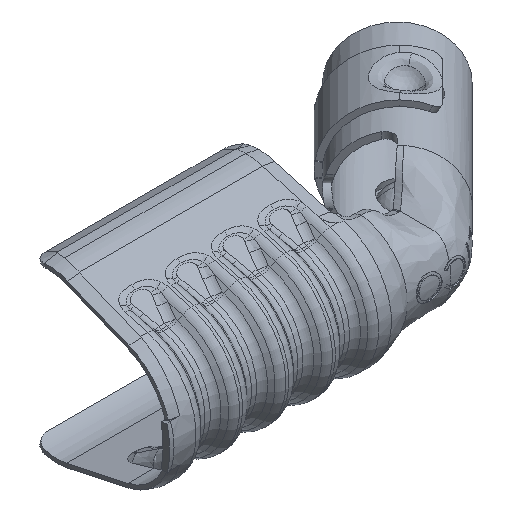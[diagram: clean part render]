
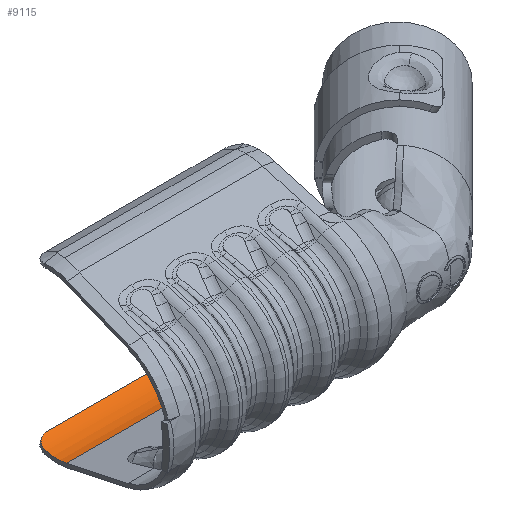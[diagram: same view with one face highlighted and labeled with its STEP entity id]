
A CAD part, isometric view. The second image highlights one B-rep face of the part: STEP entity #9115.
In plain terms, the highlighted cylindrical face has radius 3.912 mm (diameter 7.823 mm), a partial arc.
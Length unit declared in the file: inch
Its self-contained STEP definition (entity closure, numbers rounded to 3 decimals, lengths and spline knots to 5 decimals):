
#371 = VECTOR ( 'NONE', #12410, 39.37008 ) ;
#664 = CARTESIAN_POINT ( 'NONE',  ( 0.56532, 0.25241, -0.2088 ) ) ;
#1066 = CARTESIAN_POINT ( 'NONE',  ( 0.6, 0.15371, -0.21358 ) ) ;
#1108 = CARTESIAN_POINT ( 'NONE',  ( 0.0689, 0.25241, -0.2088 ) ) ;
#1668 = CARTESIAN_POINT ( 'NONE',  ( 0.0302, 0.1742, -0.21943 ) ) ;
#2083 = CIRCLE ( 'NONE', #18090, 0.154 ) ;
#2331 = CARTESIAN_POINT ( 'NONE',  ( 0.6, 0.196, -0.0655 ) ) ;
#2398 = ORIENTED_EDGE ( 'NONE', *, *, #25295, .T. ) ;
#2818 = CARTESIAN_POINT ( 'NONE',  ( 0.58476, 0.24476, -0.21162 ) ) ;
#3666 = CARTESIAN_POINT ( 'NONE',  ( 0.6, 0.25241, -0.2088 ) ) ;
#4019 = VERTEX_POINT ( 'NONE', #14410 ) ;
#4025 = VECTOR ( 'NONE', #9803, 39.37008 ) ;
#4437 = B_SPLINE_CURVE_WITH_KNOTS ( 'NONE', 3,
 ( #20741, #1108, #9849, #18578, #27312, #7695, #16430, #25158, #5542, #14293 ),
 .UNSPECIFIED., .F., .F.,
 ( 4, 2, 2, 2, 4 ),
 ( 0., 0.00038, 0.00076, 0.00114, 0.00152 ),
 .UNSPECIFIED. ) ;
#4442 = CARTESIAN_POINT ( 'NONE',  ( 0.6, 0.21325, -0.21853 ) ) ;
#4964 = CARTESIAN_POINT ( 'NONE',  ( 0.59901, 0.2237, -0.21707 ) ) ;
#5542 = CARTESIAN_POINT ( 'NONE',  ( 0.03434, 0.22155, -0.21745 ) ) ;
#7695 = CARTESIAN_POINT ( 'NONE',  ( 0.04302, 0.23907, -0.21339 ) ) ;
#8431 = EDGE_CURVE ( 'NONE', #4019, #10062, #4437, .T. ) ;
#8481 = DIRECTION ( 'NONE',  ( 0., 0., -1. ) ) ;
#8892 = B_SPLINE_CURVE_WITH_KNOTS ( 'NONE', 3,
 ( #15854, #24586, #4964, #13710, #22447, #2818, #11559, #20297, #664, #9405 ),
 .UNSPECIFIED., .F., .F.,
 ( 4, 2, 2, 2, 4 ),
 ( 0., 0.0004, 0.0008, 0.0012, 0.0016 ),
 .UNSPECIFIED. ) ;
#9115 = ADVANCED_FACE ( 'NONE', ( #13222 ), #21968, .F. ) ;
#9405 = CARTESIAN_POINT ( 'NONE',  ( 0.56, 0.25241, -0.2088 ) ) ;
#9803 = DIRECTION ( 'NONE',  ( -1., 0., 0. ) ) ;
#9849 = CARTESIAN_POINT ( 'NONE',  ( 0.06396, 0.25153, -0.20915 ) ) ;
#10062 = VERTEX_POINT ( 'NONE', #19542 ) ;
#10410 = CARTESIAN_POINT ( 'NONE',  ( 0.02841, 0.15371, -0.21358 ) ) ;
#10655 =( BOUNDED_CURVE ( )  B_SPLINE_CURVE ( 3, ( #12558, #21297, #1668, #10410 ),
 .UNSPECIFIED., .F., .F. ) 
 B_SPLINE_CURVE_WITH_KNOTS ( ( 4, 4 ),
 ( 4.57838, 4.99059 ),
 .UNSPECIFIED. ) 
 CURVE ( )  GEOMETRIC_REPRESENTATION_ITEM ( )  RATIONAL_B_SPLINE_CURVE ( ( 1., 0.986, 0.986, 1. ) ) 
 REPRESENTATION_ITEM ( '' )  );
#10957 = CARTESIAN_POINT ( 'NONE',  ( 0.6, 0.15371, -0.21358 ) ) ;
#11080 = DIRECTION ( 'NONE',  ( -1., 0., 0. ) ) ;
#11559 = CARTESIAN_POINT ( 'NONE',  ( 0.58028, 0.24761, -0.21061 ) ) ;
#12410 = DIRECTION ( 'NONE',  ( -1., 0., 0. ) ) ;
#12558 = CARTESIAN_POINT ( 'NONE',  ( 0.03391, 0.21658, -0.21812 ) ) ;
#13222 = FACE_OUTER_BOUND ( 'NONE', #19356, .T. ) ;
#13225 = ORIENTED_EDGE ( 'NONE', *, *, #14696, .F. ) ;
#13710 = CARTESIAN_POINT ( 'NONE',  ( 0.59508, 0.23327, -0.215 ) ) ;
#14015 = VERTEX_POINT ( 'NONE', #15365 ) ;
#14107 = LINE ( 'NONE', #1066, #4025 ) ;
#14293 = CARTESIAN_POINT ( 'NONE',  ( 0.03391, 0.21658, -0.21812 ) ) ;
#14410 = CARTESIAN_POINT ( 'NONE',  ( 0.07394, 0.25241, -0.2088 ) ) ;
#14696 = EDGE_CURVE ( 'NONE', #15691, #14015, #14107, .T. ) ;
#15365 = CARTESIAN_POINT ( 'NONE',  ( 0.02841, 0.15371, -0.21358 ) ) ;
#15512 = CARTESIAN_POINT ( 'NONE',  ( 0.56, 0.25241, -0.2088 ) ) ;
#15691 = VERTEX_POINT ( 'NONE', #10957 ) ;
#15854 = CARTESIAN_POINT ( 'NONE',  ( 0.6, 0.21325, -0.21853 ) ) ;
#16256 = ORIENTED_EDGE ( 'NONE', *, *, #24673, .T. ) ;
#16430 = CARTESIAN_POINT ( 'NONE',  ( 0.04, 0.23512, -0.21452 ) ) ;
#18090 = AXIS2_PLACEMENT_3D ( 'NONE', #19369, #28100, #8481 ) ;
#18495 = EDGE_CURVE ( 'NONE', #21230, #15691, #2083, .T. ) ;
#18578 = CARTESIAN_POINT ( 'NONE',  ( 0.05463, 0.2481, -0.21043 ) ) ;
#19356 = EDGE_LOOP ( 'NONE', ( #24274, #28034, #2398, #13225, #24408, #16256 ) ) ;
#19369 = CARTESIAN_POINT ( 'NONE',  ( 0.6, 0.196, -0.0655 ) ) ;
#19542 = CARTESIAN_POINT ( 'NONE',  ( 0.03391, 0.21658, -0.21812 ) ) ;
#19820 = DIRECTION ( 'NONE',  ( 0., 0., 1. ) ) ;
#20297 = CARTESIAN_POINT ( 'NONE',  ( 0.5706, 0.25141, -0.2092 ) ) ;
#20466 = AXIS2_PLACEMENT_3D ( 'NONE', #2331, #11080, #19820 ) ;
#20741 = CARTESIAN_POINT ( 'NONE',  ( 0.07394, 0.25241, -0.2088 ) ) ;
#21230 = VERTEX_POINT ( 'NONE', #4442 ) ;
#21297 = CARTESIAN_POINT ( 'NONE',  ( 0.03206, 0.19546, -0.22097 ) ) ;
#21517 = EDGE_CURVE ( 'NONE', #26341, #4019, #23290, .T. ) ;
#21968 = CYLINDRICAL_SURFACE ( 'NONE', #20466, 0.154 ) ;
#22447 = CARTESIAN_POINT ( 'NONE',  ( 0.59213, 0.23761, -0.21382 ) ) ;
#23290 = LINE ( 'NONE', #3666, #371 ) ;
#24274 = ORIENTED_EDGE ( 'NONE', *, *, #21517, .T. ) ;
#24408 = ORIENTED_EDGE ( 'NONE', *, *, #18495, .F. ) ;
#24586 = CARTESIAN_POINT ( 'NONE',  ( 0.6, 0.21853, -0.21794 ) ) ;
#24673 = EDGE_CURVE ( 'NONE', #21230, #26341, #8892, .T. ) ;
#25158 = CARTESIAN_POINT ( 'NONE',  ( 0.03568, 0.22638, -0.21654 ) ) ;
#25295 = EDGE_CURVE ( 'NONE', #10062, #14015, #10655, .T. ) ;
#26341 = VERTEX_POINT ( 'NONE', #15512 ) ;
#27312 = CARTESIAN_POINT ( 'NONE',  ( 0.05034, 0.24555, -0.21135 ) ) ;
#28034 = ORIENTED_EDGE ( 'NONE', *, *, #8431, .T. ) ;
#28100 = DIRECTION ( 'NONE',  ( -1., 0., 0. ) ) ;
